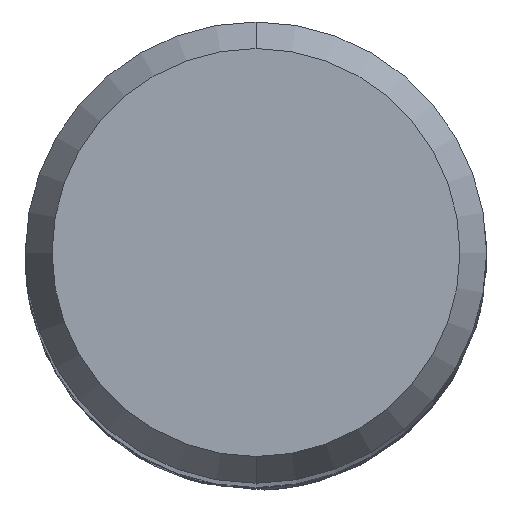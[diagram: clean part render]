
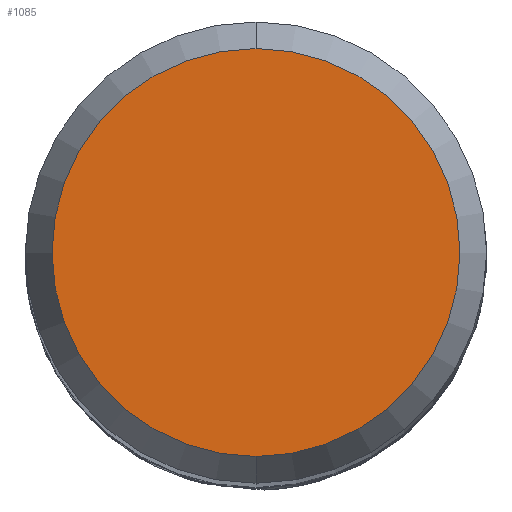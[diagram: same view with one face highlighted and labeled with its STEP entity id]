
A CAD part, top view. The second image highlights one B-rep face of the part: STEP entity #1085.
In plain terms, the highlighted planar face has unit normal (0, 0, 1).
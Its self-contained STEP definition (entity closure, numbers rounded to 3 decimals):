
#1085=ADVANCED_FACE('',(#2325),#2326,.T.);
#1237=VERTEX_POINT('',#2492);
#1253=VERTEX_POINT('',#2509);
#1611=EDGE_CURVE('',#1253,#1237,#2908,.T.);
#1753=EDGE_CURVE('',#1237,#1253,#3065,.T.);
#2325=FACE_OUTER_BOUND('',#7654,.T.);
#2326=PLANE('',#7655);
#2492=CARTESIAN_POINT('',(0.0,3.538,0.0));
#2509=CARTESIAN_POINT('',(0.,-3.538,0.0));
#2908=CIRCLE('',#13250,3.538);
#3065=CIRCLE('',#15771,3.538);
#7654=EDGE_LOOP('',(#17319,#17320));
#7655=AXIS2_PLACEMENT_3D('',#17321,#17322,#17323);
#13250=AXIS2_PLACEMENT_3D('',#17960,#17961,#17962);
#15771=AXIS2_PLACEMENT_3D('',#18144,#18145,#18146);
#17319=ORIENTED_EDGE('',*,*,#1753,.F.);
#17320=ORIENTED_EDGE('',*,*,#1611,.F.);
#17321=CARTESIAN_POINT('',(0.0,1.769,0.0));
#17322=DIRECTION('',(-0.0,0.0,1.0));
#17323=DIRECTION('',(0.0,-1.0,0.0));
#17960=CARTESIAN_POINT('',(0.0,0.0,0.0));
#17961=DIRECTION('',(0.0,0.0,-1.0));
#17962=DIRECTION('',(0.0,1.0,0.0));
#18144=CARTESIAN_POINT('',(0.0,0.0,0.0));
#18145=DIRECTION('',(0.0,0.0,-1.0));
#18146=DIRECTION('',(0.0,1.0,0.0));
